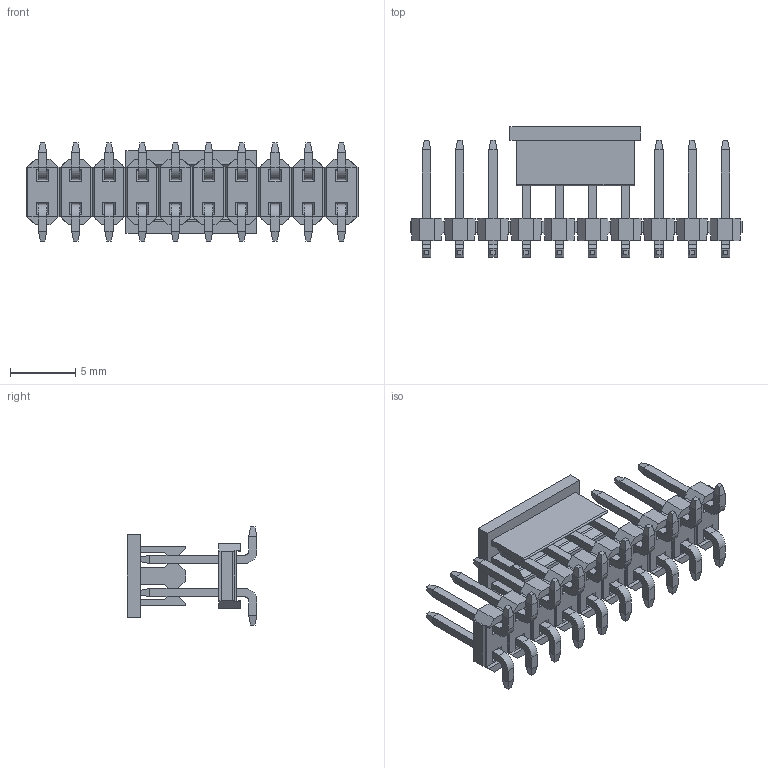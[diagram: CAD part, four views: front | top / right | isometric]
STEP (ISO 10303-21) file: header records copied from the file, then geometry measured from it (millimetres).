
FILE_DESCRIPTION( ('This file contains a STEP AP42 implementation' ,'as created by ZW3D STEP Interface translator.') ,'2;1' );
FILE_NAME( '1117-12XXXXMXXXXXXX(拸翐).stp' ,'23 328.115824', (''), ('ZWCAD Software Co.'), 'Version 1.0', 'ZW3D to STEP translator', '' );
FILE_SCHEMA(('AUTOMOTIVE_DESIGN { 1 0 10303 214 1 1 1 1 }'));
Length unit declared in the file: millimetre
Products named in the file (2): 0; 1117-1220XXM108XXXX(拸翐)
Bounding box: 25.4 x 9.94 x 7.5 mm (x, y, z)
Volume: 381.2 mm3; surface area: 1346.4 mm2
Topology: 22 solids, 22 shells, 814 faces, 2021 edges, 1254 vertices
Faces by surface type: plane 766, cylinder 48
Entity records: 24250 total; most frequent: CARTESIAN_POINT 4090, ORIENTED_EDGE 4042, DIRECTION 3747, EDGE_CURVE 2021, VECTOR 1925, LINE 1925, VERTEX_POINT 1254, AXIS2_PLACEMENT_3D 911
